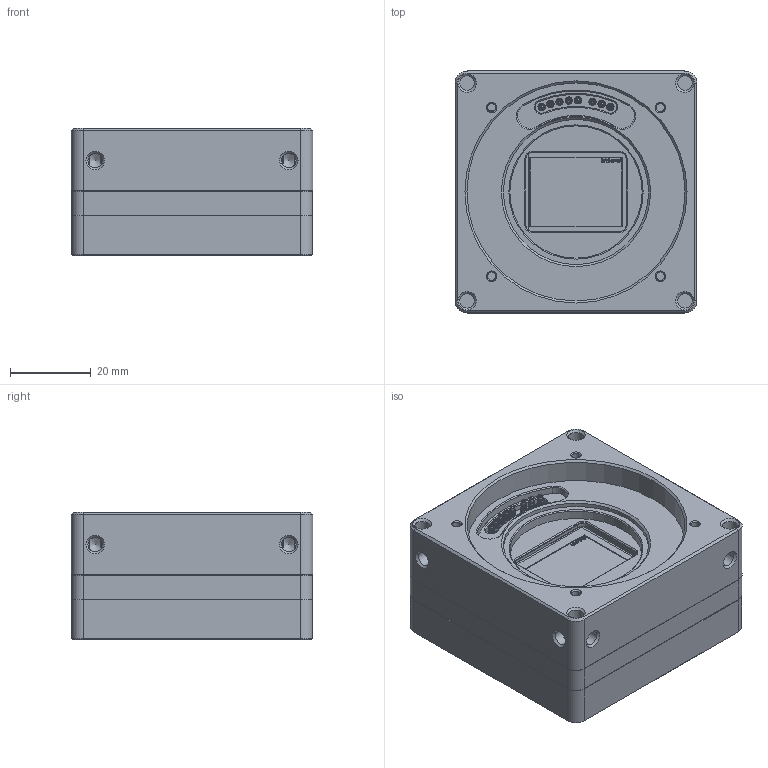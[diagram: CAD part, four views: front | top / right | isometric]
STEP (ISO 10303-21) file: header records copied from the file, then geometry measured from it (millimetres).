
FILE_DESCRIPTION(/* description */ (''),/* implementation_level */ '2;1');
FILE_NAME(/* name */ 'MX120-X4G2-FV.stp',/* time_stamp */ '2017-03-09T15:54:46+01:00',/* author */ (''),/* organization */ (''),/* preprocessor_version */ 'ST-DEVELOPER v16',/* originating_system */ 'SIEMENS PLM Software NX 11.0',/* authorisation */ '');
FILE_SCHEMA (('AUTOMOTIVE_DESIGN { 1 0 10303 214 3 1 1 1 }'));
Products named in the file (13): MX-X4G2-MAIN-FV-LIGHTWEIGHT; MECH-GASKET-CB120; SROB-M2X20-IMBUS-STNLS; MECH-MX200-REAR; TFLEX-520-16x16x0.5; LIGHTPIPE_5151016f; PCA-CB120-SensorBoard-REV3.0-LIGHTWEIGHT; MECH-CB120-MID; SROB-M2x3-CUST; CMV12000; MECH-CB120-FRONT; PCA-CB-LensControl-REV3.4-LIGHTWEIGHT; 00_ASSEMBLY-LIGHTWEIGHT
Assembly tree (19 placements, depth 2):
  00_ASSEMBLY-LIGHTWEIGHT
    PCA-CB-LensControl-REV3.4-LIGHTWEIGHT
    MECH-CB120-FRONT
    CMV12000
    SROB-M2x3-CUST  x2
    MECH-CB120-MID
    PCA-CB120-SensorBoard-REV3.0-LIGHTWEIGHT
    LIGHTPIPE_5151016f  x4
    TFLEX-520-16x16x0.5
    MECH-MX200-REAR
    SROB-M2X20-IMBUS-STNLS  x4
    MECH-GASKET-CB120
    MX-X4G2-MAIN-FV-LIGHTWEIGHT
Bounding box: 60 x 60 x 31.6 mm (x, y, z)
Volume: 45408.6 mm3; surface area: 55445.8 mm2
Topology: 38 solids, 38 shells, 5076 faces, 12660 edges, 8156 vertices
Faces by surface type: plane 2999, cylinder 1430, cone 548, bspline 65, torus 16, revolution 10, extrusion 8
Full cylindrical faces by diameter (mm): 0.3 x237, 0.7 x4, 0.9 x4, 1 x3, 1.1 x2, 1.3 x9, 1.6 x20, 1.9 x2, 2 x10, 2.1 x18, 3 x4, 3.6 x12, 3.8 x4, 4 x4, 4.1 x4, 32.8 x1, 36 x1, 54.1 x1
Entity records: 158771 total; most frequent: CARTESIAN_POINT 26800, DIRECTION 24552, ORIENTED_EDGE 23570, EDGE_CURVE 11785, AXIS2_PLACEMENT_3D 8189, VECTOR 8164, LINE 8156, VERTEX_POINT 7876
